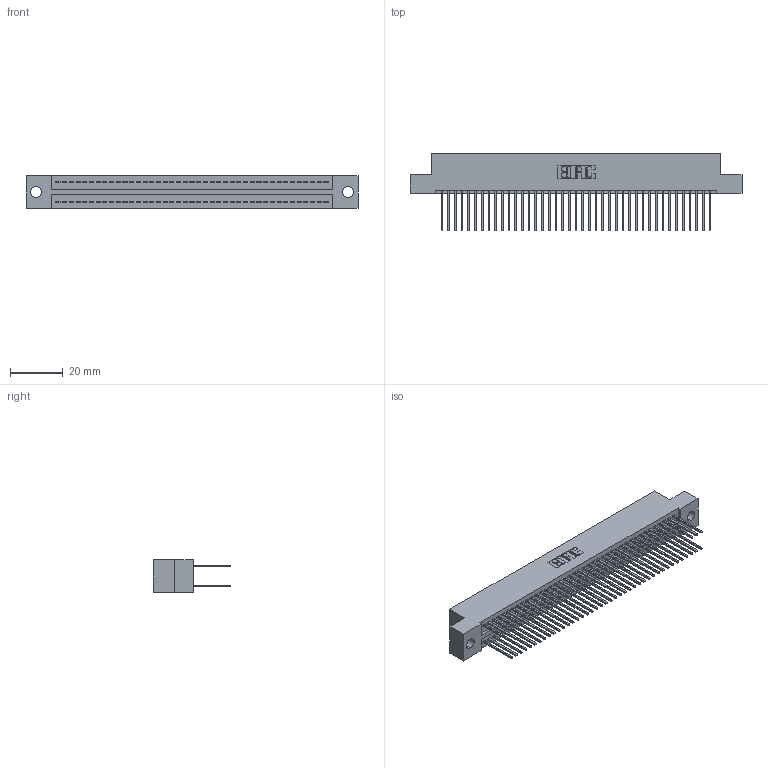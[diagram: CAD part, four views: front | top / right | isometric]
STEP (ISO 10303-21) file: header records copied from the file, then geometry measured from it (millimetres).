
FILE_DESCRIPTION (( 'STEP AP203' ), '1' );
FILE_NAME ('325-082-540-209.STEP', '2020-02-25T04:56:24', ( '' ), ( '' ), 'SwSTEP 2.0', 'SolidWorks 2016', '' );
FILE_SCHEMA (( 'CONFIG_CONTROL_DESIGN' ));
Length unit declared in the file: inch
Products named in the file (3): 325-292-001_325-293-140; 325 Part_.160 TH; 325-082-540-209
Assembly tree (83 placements, depth 2):
  325-082-540-209
    325 Part_.160 TH
    325-292-001_325-293-140  x82
Bounding box: 125.86 x 29.46 x 12.45 mm (x, y, z)
Volume: 16318.9 mm3; surface area: 21128.2 mm2
Topology: 83 solids, 83 shells, 4378 faces, 13021 edges, 8570 vertices
Faces by surface type: plane 3022, cylinder 1356
Entity records: 26527 total; most frequent: CARTESIAN_POINT 4398, ORIENTED_EDGE 4334, DIRECTION 3759, EDGE_CURVE 2167, VECTOR 2039, LINE 2039, VERTEX_POINT 1442, AXIS2_PLACEMENT_3D 860
